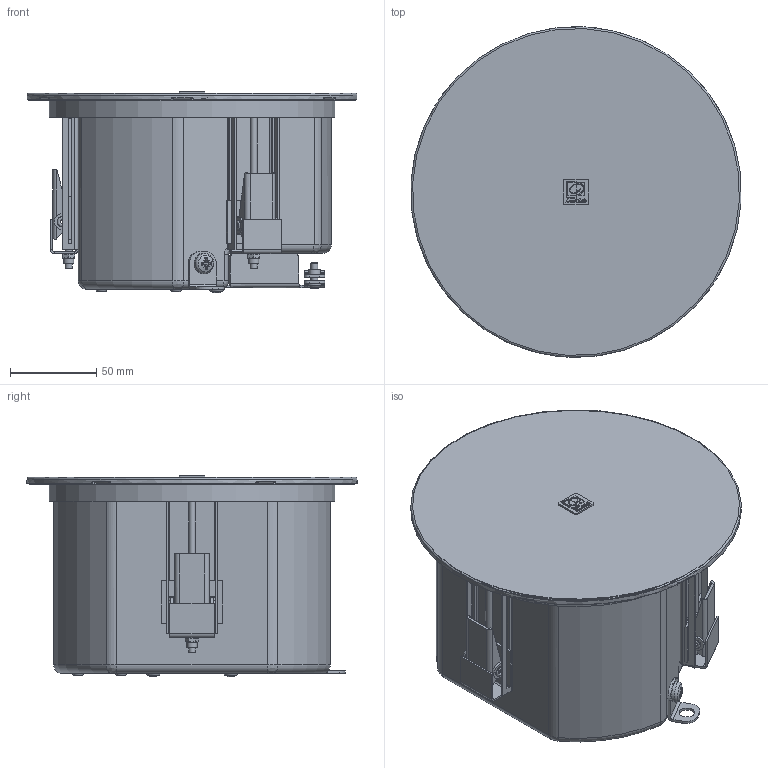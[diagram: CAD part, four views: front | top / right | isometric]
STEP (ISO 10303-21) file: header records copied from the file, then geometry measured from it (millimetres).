
FILE_DESCRIPTION(/* description */ (''),/* implementation_level */ '2;1');
FILE_NAME(/* name */ 'AUDAC-CALI424.stp',/* time_stamp */ '2021-02-24T16:13:34+01:00',/* author */ ('kamiel'),/* organization */ (''),/* preprocessor_version */ 'ST-DEVELOPER v18.1',/* originating_system */ 'Autodesk Inventor 2021',/* authorisation */ '');
FILE_SCHEMA (('AUTOMOTIVE_DESIGN { 1 0 10303 214 3 1 1 }'));
Products named in the file (1): AUDAC-CALI424
Bounding box: 191.66 x 192 x 117.24 mm (x, y, z)
Volume: 1963460.7 mm3; surface area: 253374.5 mm2
Topology: 11 solids, 18 shells, 2494 faces, 6444 edges, 4094 vertices
Faces by surface type: plane 1320, cylinder 417, bspline 368, cone 235, torus 119, sphere 35
Full cylindrical faces by diameter (mm): 2 x3, 2.04 x2, 2.729 x2, 3 x9, 3.4 x12, 3.571 x3, 3.621 x4, 4 x21, 4.5 x16, 5.459 x1, 5.88 x3, 6 x1, 6.2 x4, 6.6 x2, 7 x2, 8 x2, 8.4 x3, 9 x1, 108.367 x1, 166 x1, 190.8 x1, 192 x1
Entity records: 96252 total; most frequent: CARTESIAN_POINT 35887, ORIENTED_EDGE 12850, DIRECTION 11105, EDGE_CURVE 6425, VERTEX_POINT 4094, AXIS2_PLACEMENT_3D 4046, LINE 3013, VECTOR 3013
